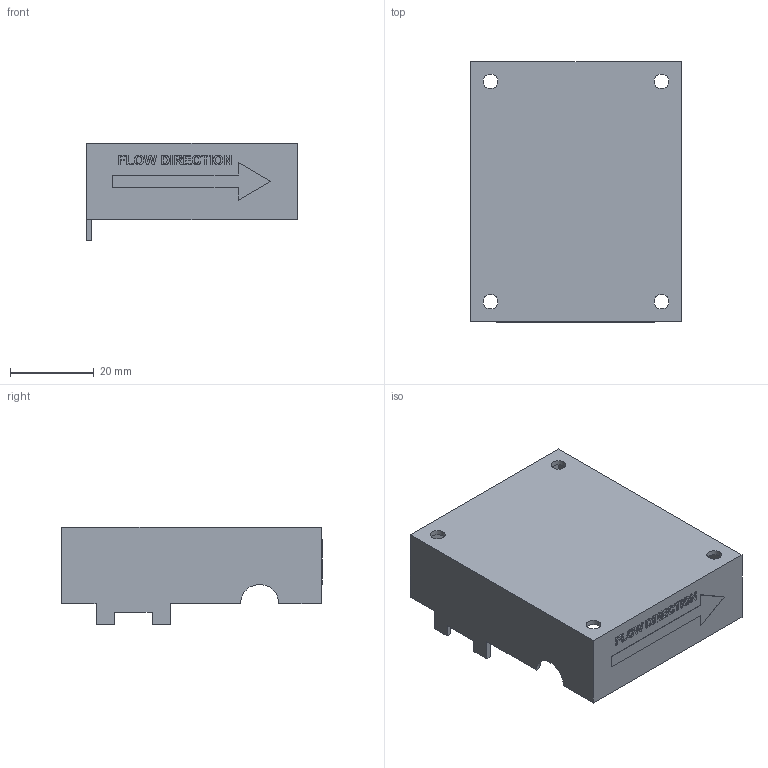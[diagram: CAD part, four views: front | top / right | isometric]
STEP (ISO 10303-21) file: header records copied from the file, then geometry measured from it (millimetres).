
FILE_DESCRIPTION(/* description */ (''),/* implementation_level */ '2;1');
FILE_NAME(/* name */ 'LG16-1000D Sensirion Housing With Arduino Nano V3 v30 Top Housing.step',/* time_stamp */ '2024-07-25T16:28:57-07:00',/* author */ (''),/* organization */ (''),/* preprocessor_version */ 'ST-DEVELOPER v20',/* originating_system */ 'Autodesk Translation Framework v13.14.0.145',/* authorisation */ '');
FILE_SCHEMA (('AUTOMOTIVE_DESIGN { 1 0 10303 214 3 1 1 }'));
Length unit declared in the file: millimetre
Products named in the file (1): LG16-1000D Sensirion Housing With Arduino Nano V3
Bounding box: 50.06 x 62 x 23.28 mm (x, y, z)
Volume: 8160.5 mm3; surface area: 13947.7 mm2
Topology: 1 solids, 1 shells, 221 faces, 603 edges, 402 vertices
Faces by surface type: plane 131, bspline 84, cylinder 6
Full cylindrical faces by diameter (mm): 3.5 x4
Entity records: 7727 total; most frequent: CARTESIAN_POINT 2655, ORIENTED_EDGE 1206, DIRECTION 723, EDGE_CURVE 603, LINE 423, VECTOR 423, VERTEX_POINT 402, EDGE_LOOP 247
